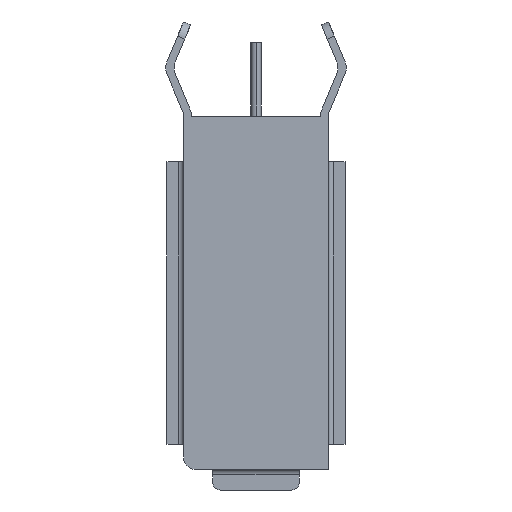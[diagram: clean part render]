
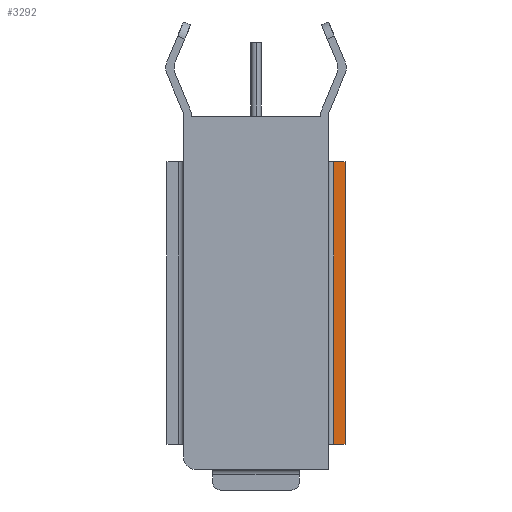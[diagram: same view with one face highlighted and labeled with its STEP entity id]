
A CAD part, left-side view. The second image highlights one B-rep face of the part: STEP entity #3292.
In plain terms, the highlighted planar face has unit normal (-1, 0, 0).
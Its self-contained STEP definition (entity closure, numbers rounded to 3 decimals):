
#391 = CARTESIAN_POINT ( 'NONE',  ( 13.4, 6.95, 5.55 ) ) ;
#474 = VECTOR ( 'NONE', #13500, 1000. ) ;
#544 = CARTESIAN_POINT ( 'NONE',  ( 13.4, 6.95, -5.55 ) ) ;
#813 = CARTESIAN_POINT ( 'NONE',  ( 13.4, 6.95, 7.35 ) ) ;
#1114 = VECTOR ( 'NONE', #8209, 1000. ) ;
#1329 = VERTEX_POINT ( 'NONE', #14128 ) ;
#1506 = EDGE_CURVE ( 'NONE', #10114, #1329, #2314, .T. ) ;
#2034 = FACE_OUTER_BOUND ( 'NONE', #12805, .T. ) ;
#2105 = ORIENTED_EDGE ( 'NONE', *, *, #1506, .T. ) ;
#2314 = LINE ( 'NONE', #10044, #474 ) ;
#3092 = ORIENTED_EDGE ( 'NONE', *, *, #13474, .T. ) ;
#3292 = ADVANCED_FACE ( 'NONE', ( #2034 ), #9282, .F. ) ;
#3325 = DIRECTION ( 'NONE',  ( 1., 0., 0. ) ) ;
#3655 = VERTEX_POINT ( 'NONE', #9730 ) ;
#3919 = EDGE_CURVE ( 'NONE', #5196, #3655, #3933, .T. ) ;
#3933 = LINE ( 'NONE', #5629, #1114 ) ;
#4913 = EDGE_CURVE ( 'NONE', #5196, #10114, #12768, .T. ) ;
#5196 = VERTEX_POINT ( 'NONE', #10608 ) ;
#5577 = DIRECTION ( 'NONE',  ( 0., 0., -1. ) ) ;
#5600 = LINE ( 'NONE', #544, #11940 ) ;
#5629 = CARTESIAN_POINT ( 'NONE',  ( 13.4, -0.05, 7.35 ) ) ;
#7647 = DIRECTION ( 'NONE',  ( 0., 1., 0. ) ) ;
#8209 = DIRECTION ( 'NONE',  ( 0., 0., -1. ) ) ;
#9282 = PLANE ( 'NONE',  #15328 ) ;
#9624 = VECTOR ( 'NONE', #7647, 1000. ) ;
#9730 = CARTESIAN_POINT ( 'NONE',  ( 13.4, -0.05, -5.55 ) ) ;
#10044 = CARTESIAN_POINT ( 'NONE',  ( 13.4, 0.4, -6.05 ) ) ;
#10114 = VERTEX_POINT ( 'NONE', #12287 ) ;
#10608 = CARTESIAN_POINT ( 'NONE',  ( 13.4, -0.05, 5.55 ) ) ;
#11110 = ORIENTED_EDGE ( 'NONE', *, *, #3919, .F. ) ;
#11940 = VECTOR ( 'NONE', #13454, 1000. ) ;
#12287 = CARTESIAN_POINT ( 'NONE',  ( 13.4, 0.4, 5.55 ) ) ;
#12768 = LINE ( 'NONE', #391, #9624 ) ;
#12805 = EDGE_LOOP ( 'NONE', ( #11110, #12848, #2105, #3092 ) ) ;
#12848 = ORIENTED_EDGE ( 'NONE', *, *, #4913, .T. ) ;
#13454 = DIRECTION ( 'NONE',  ( 0., -1., 0. ) ) ;
#13474 = EDGE_CURVE ( 'NONE', #1329, #3655, #5600, .T. ) ;
#13500 = DIRECTION ( 'NONE',  ( 0., 0., -1. ) ) ;
#14128 = CARTESIAN_POINT ( 'NONE',  ( 13.4, 0.4, -5.55 ) ) ;
#15328 = AXIS2_PLACEMENT_3D ( 'NONE', #813, #3325, #5577 ) ;
